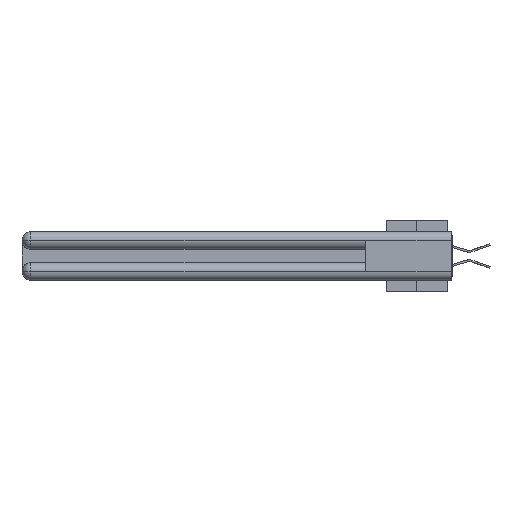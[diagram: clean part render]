
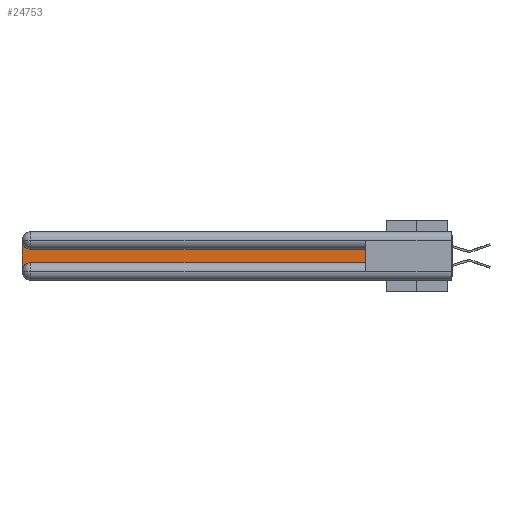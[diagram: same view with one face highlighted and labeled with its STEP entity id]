
A CAD part, left-side view. The second image highlights one B-rep face of the part: STEP entity #24753.
In plain terms, the highlighted planar face has unit normal (-1, 0, 0).
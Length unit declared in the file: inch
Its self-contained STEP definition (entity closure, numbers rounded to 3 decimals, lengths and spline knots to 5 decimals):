
#530 = AXIS2_PLACEMENT_3D ( 'NONE', #3199, #10945, #14671 ) ;
#2467 = VERTEX_POINT ( 'NONE', #22270 ) ;
#3199 = CARTESIAN_POINT ( 'NONE',  ( 0.075, 2.94, -0.2775 ) ) ;
#3830 = EDGE_CURVE ( 'NONE', #40253, #44256, #18523, .T. ) ;
#4597 = CARTESIAN_POINT ( 'NONE',  ( 0.075, 3., -0.0625 ) ) ;
#5326 = ORIENTED_EDGE ( 'NONE', *, *, #3830, .T. ) ;
#5422 = EDGE_CURVE ( 'NONE', #38448, #40253, #32717, .T. ) ;
#5875 = CARTESIAN_POINT ( 'NONE',  ( 0.075, 2.94, -0.0625 ) ) ;
#7309 = ORIENTED_EDGE ( 'NONE', *, *, #5422, .T. ) ;
#8623 = CARTESIAN_POINT ( 'NONE',  ( 0.075, 2.94, -0.2175 ) ) ;
#8717 = ORIENTED_EDGE ( 'NONE', *, *, #33055, .T. ) ;
#10265 = ORIENTED_EDGE ( 'NONE', *, *, #40871, .T. ) ;
#10945 = DIRECTION ( 'NONE',  ( 1., 0., 0. ) ) ;
#12118 = CARTESIAN_POINT ( 'NONE',  ( 0.075, 0.6, -0.1225 ) ) ;
#12230 = CIRCLE ( 'NONE', #41410, 0.06 ) ;
#13886 = LINE ( 'NONE', #23439, #25451 ) ;
#13902 = CARTESIAN_POINT ( 'NONE',  ( 0.075, 3., -0.1225 ) ) ;
#14671 = DIRECTION ( 'NONE',  ( 0., 0., -1. ) ) ;
#17181 = DIRECTION ( 'NONE',  ( 1., 0., 0. ) ) ;
#17638 = DIRECTION ( 'NONE',  ( 1., 0., 0. ) ) ;
#18523 = CIRCLE ( 'NONE', #530, 0.06 ) ;
#20659 = DIRECTION ( 'NONE',  ( 0., 0., -1. ) ) ;
#21199 = VECTOR ( 'NONE', #45455, 39.37008 ) ;
#21299 = EDGE_CURVE ( 'NONE', #2467, #38448, #12230, .T. ) ;
#21791 = VECTOR ( 'NONE', #44673, 39.37008 ) ;
#22270 = CARTESIAN_POINT ( 'NONE',  ( 0.075, 2.94, -0.1225 ) ) ;
#23058 = EDGE_LOOP ( 'NONE', ( #43852, #33375, #7309, #5326, #10265, #8717 ) ) ;
#23348 = VERTEX_POINT ( 'NONE', #40194 ) ;
#23394 = CARTESIAN_POINT ( 'NONE',  ( 0.075, 0.6, -0.2175 ) ) ;
#23439 = CARTESIAN_POINT ( 'NONE',  ( 0.075, 0.6, -0.2175 ) ) ;
#23766 = CARTESIAN_POINT ( 'NONE',  ( 0.075, 3., -0.2175 ) ) ;
#23958 = VERTEX_POINT ( 'NONE', #33611 ) ;
#24753 = ADVANCED_FACE ( 'NONE', ( #33877 ), #32582, .F. ) ;
#24788 = AXIS2_PLACEMENT_3D ( 'NONE', #13902, #17638, #43392 ) ;
#25451 = VECTOR ( 'NONE', #44505, 39.37008 ) ;
#28694 = VECTOR ( 'NONE', #20659, 39.37008 ) ;
#29144 = EDGE_CURVE ( 'NONE', #23348, #2467, #39095, .T. ) ;
#32582 = PLANE ( 'NONE',  #24788 ) ;
#32717 = LINE ( 'NONE', #23766, #28694 ) ;
#33055 = EDGE_CURVE ( 'NONE', #23958, #23348, #13886, .T. ) ;
#33375 = ORIENTED_EDGE ( 'NONE', *, *, #21299, .T. ) ;
#33611 = CARTESIAN_POINT ( 'NONE',  ( 0.075, 0.6, -0.2175 ) ) ;
#33877 = FACE_OUTER_BOUND ( 'NONE', #23058, .T. ) ;
#37957 = LINE ( 'NONE', #23394, #21199 ) ;
#38448 = VERTEX_POINT ( 'NONE', #4597 ) ;
#39095 = LINE ( 'NONE', #12118, #21791 ) ;
#40194 = CARTESIAN_POINT ( 'NONE',  ( 0.075, 0.6, -0.1225 ) ) ;
#40253 = VERTEX_POINT ( 'NONE', #44390 ) ;
#40871 = EDGE_CURVE ( 'NONE', #44256, #23958, #37957, .T. ) ;
#41410 = AXIS2_PLACEMENT_3D ( 'NONE', #5875, #17181, #42946 ) ;
#42946 = DIRECTION ( 'NONE',  ( 0., 0., -1. ) ) ;
#43392 = DIRECTION ( 'NONE',  ( 0., 0., -1. ) ) ;
#43852 = ORIENTED_EDGE ( 'NONE', *, *, #29144, .T. ) ;
#44256 = VERTEX_POINT ( 'NONE', #8623 ) ;
#44390 = CARTESIAN_POINT ( 'NONE',  ( 0.075, 3., -0.2775 ) ) ;
#44505 = DIRECTION ( 'NONE',  ( 0., 0., 1. ) ) ;
#44673 = DIRECTION ( 'NONE',  ( 0., 1., 0. ) ) ;
#45455 = DIRECTION ( 'NONE',  ( 0., -1., 0. ) ) ;
